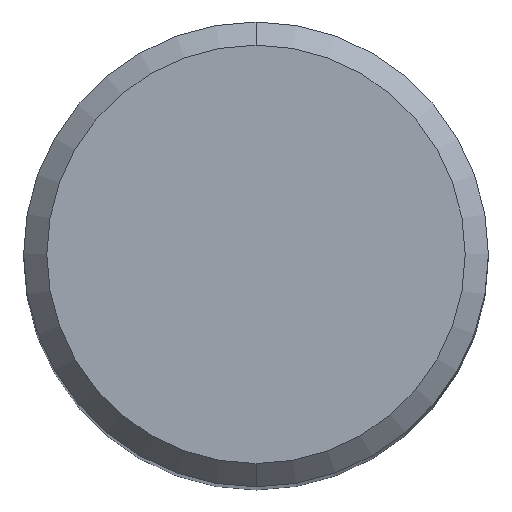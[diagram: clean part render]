
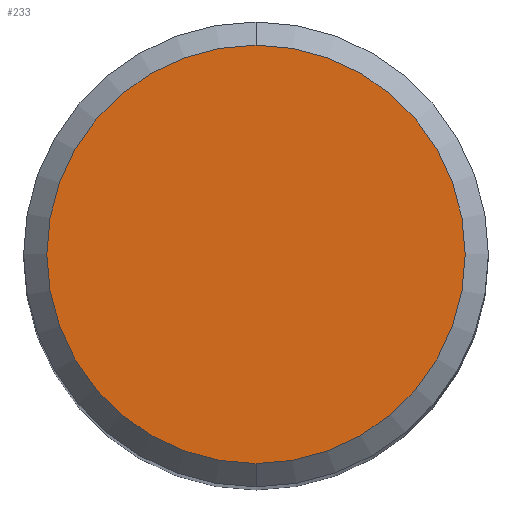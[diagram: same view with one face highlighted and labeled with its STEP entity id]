
A CAD part, top view. The second image highlights one B-rep face of the part: STEP entity #233.
In plain terms, the highlighted planar face has unit normal (0, 0, 1).
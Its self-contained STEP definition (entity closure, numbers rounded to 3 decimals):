
#233=ADVANCED_FACE('',(#533),#534,.T.);
#237=VERTEX_POINT('',#539);
#315=VERTEX_POINT('',#622);
#331=EDGE_CURVE('',#315,#237,#641,.T.);
#433=EDGE_CURVE('',#237,#315,#752,.T.);
#533=FACE_OUTER_BOUND('',#871,.T.);
#534=PLANE('',#872);
#539=CARTESIAN_POINT('',(0.,-4.5,0.0));
#622=CARTESIAN_POINT('',(0.0,4.5,0.0));
#641=CIRCLE('',#1152,4.5);
#752=CIRCLE('',#1404,4.5);
#871=EDGE_LOOP('',(#1508,#1509));
#872=AXIS2_PLACEMENT_3D('',#1510,#1511,#1512);
#1152=AXIS2_PLACEMENT_3D('',#1617,#1618,#1619);
#1404=AXIS2_PLACEMENT_3D('',#1743,#1744,#1745);
#1508=ORIENTED_EDGE('',*,*,#331,.F.);
#1509=ORIENTED_EDGE('',*,*,#433,.F.);
#1510=CARTESIAN_POINT('',(0.0,2.25,0.0));
#1511=DIRECTION('',(-0.0,0.0,1.0));
#1512=DIRECTION('',(0.0,-1.0,0.0));
#1617=CARTESIAN_POINT('',(0.0,0.0,0.0));
#1618=DIRECTION('',(0.0,0.0,-1.0));
#1619=DIRECTION('',(0.0,1.0,0.0));
#1743=CARTESIAN_POINT('',(0.0,0.0,0.0));
#1744=DIRECTION('',(0.0,0.0,-1.0));
#1745=DIRECTION('',(0.0,1.0,0.0));
